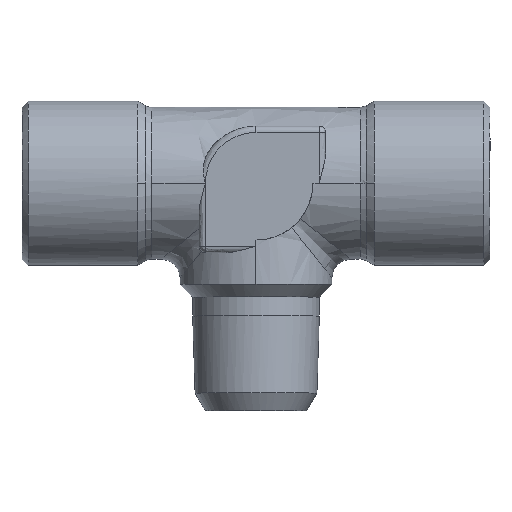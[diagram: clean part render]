
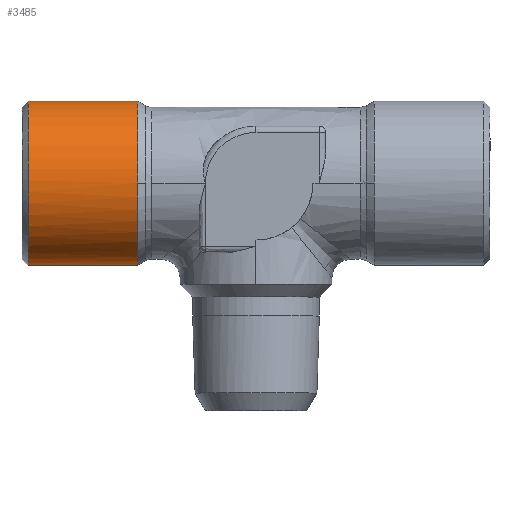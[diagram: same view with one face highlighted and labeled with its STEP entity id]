
A CAD part, top view. The second image highlights one B-rep face of the part: STEP entity #3485.
In plain terms, the highlighted free-form (B-spline) face has degree [1, 3] with [2, 7] control points.
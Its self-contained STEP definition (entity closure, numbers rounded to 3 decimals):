
#43 = CARTESIAN_POINT ( 'NONE',  ( -9.366, 13., 3.808 ) ) ;
#68 = CARTESIAN_POINT ( 'NONE',  ( -9.366, 15.692, 6.5 ) ) ;
#90 = CARTESIAN_POINT ( 'NONE',  ( -9.366, 15.692, 6.5 ) ) ;
#126 = ORIENTED_EDGE ( 'NONE', *, *, #4177, .F. ) ;
#169 = VERTEX_POINT ( 'NONE', #937 ) ;
#315 = CARTESIAN_POINT ( 'NONE',  ( -18., 19.5, 6.5 ) ) ;
#361 =( BOUNDED_CURVE ( )  B_SPLINE_CURVE ( 3, ( #3985, #68, #384, #1048 ),
 .UNSPECIFIED., .F., .F. ) 
 B_SPLINE_CURVE_WITH_KNOTS ( ( 4, 4 ),
 ( -1.571, 0. ),
 .UNSPECIFIED. ) 
 CURVE ( )  GEOMETRIC_REPRESENTATION_ITEM ( )  RATIONAL_B_SPLINE_CURVE ( ( 1., 0.805, 0.805, 1. ) ) 
 REPRESENTATION_ITEM ( '' )  );
#384 = CARTESIAN_POINT ( 'NONE',  ( -9.366, 13., 3.808 ) ) ;
#466 = VERTEX_POINT ( 'NONE', #631 ) ;
#631 = CARTESIAN_POINT ( 'NONE',  ( -18., 13., 0. ) ) ;
#667 = CARTESIAN_POINT ( 'NONE',  ( -18., 13., 3.808 ) ) ;
#693 = CARTESIAN_POINT ( 'NONE',  ( -18., 13., 3.808 ) ) ;
#704 = CARTESIAN_POINT ( 'NONE',  ( -9.366, 23.308, 6.5 ) ) ;
#798 = CARTESIAN_POINT ( 'NONE',  ( -9.366, 13., 0. ) ) ;
#856 =( BOUNDED_SURFACE ( )  B_SPLINE_SURFACE ( 1, 3, ( 
 ( #3920, #43, #90, #3962, #704, #3598, #1640 ),
 ( #1963, #693, #2665, #1041, #3291, #2305, #2997 ) ),
 .UNSPECIFIED., .F., .F., .T. ) 
 B_SPLINE_SURFACE_WITH_KNOTS ( ( 2, 2 ),
 ( 4, 3, 4 ),
 ( 0., 1. ),
 ( 0., 0.5, 1. ),
 .UNSPECIFIED. ) 
 GEOMETRIC_REPRESENTATION_ITEM ( )  RATIONAL_B_SPLINE_SURFACE ( (
 ( 1., 0.805, 0.805, 1., 0.805, 0.805, 1.),
 ( 1., 0.805, 0.805, 1., 0.805, 0.805, 1.) ) ) 
 REPRESENTATION_ITEM ( '' )  SURFACE ( )  );
#937 = CARTESIAN_POINT ( 'NONE',  ( -18., 26., 0. ) ) ;
#945 = CARTESIAN_POINT ( 'NONE',  ( -9.366, 13., 0. ) ) ;
#970 = CARTESIAN_POINT ( 'NONE',  ( -18., 13., 0. ) ) ;
#999 = CARTESIAN_POINT ( 'NONE',  ( -9.366, 19.5, 6.5 ) ) ;
#1040 = ORIENTED_EDGE ( 'NONE', *, *, #3746, .T. ) ;
#1041 = CARTESIAN_POINT ( 'NONE',  ( -18., 19.5, 6.5 ) ) ;
#1048 = CARTESIAN_POINT ( 'NONE',  ( -9.366, 13., 0. ) ) ;
#1174 = VERTEX_POINT ( 'NONE', #3504 ) ;
#1215 =( BOUNDED_CURVE ( )  B_SPLINE_CURVE ( 3, ( #2504, #3533, #2580, #315, #2903, #667, #970 ),
 .UNSPECIFIED., .F., .F. ) 
 B_SPLINE_CURVE_WITH_KNOTS ( ( 4, 3, 4 ),
 ( -3.142, -1.571, 0. ),
 .UNSPECIFIED. ) 
 CURVE ( )  GEOMETRIC_REPRESENTATION_ITEM ( )  RATIONAL_B_SPLINE_CURVE ( ( 1., 0.805, 0.805, 1., 0.805, 0.805, 1. ) ) 
 REPRESENTATION_ITEM ( '' )  );
#1381 =( BOUNDED_CURVE ( )  B_SPLINE_CURVE ( 3, ( #3217, #1632, #4210, #999 ),
 .UNSPECIFIED., .F., .F. ) 
 B_SPLINE_CURVE_WITH_KNOTS ( ( 4, 4 ),
 ( -1.571, 0. ),
 .UNSPECIFIED. ) 
 CURVE ( )  GEOMETRIC_REPRESENTATION_ITEM ( )  RATIONAL_B_SPLINE_CURVE ( ( 1., 0.805, 0.805, 1. ) ) 
 REPRESENTATION_ITEM ( '' )  );
#1632 = CARTESIAN_POINT ( 'NONE',  ( -9.366, 26., 3.808 ) ) ;
#1640 = CARTESIAN_POINT ( 'NONE',  ( -9.366, 26., 0. ) ) ;
#1963 = CARTESIAN_POINT ( 'NONE',  ( -18., 13., 0. ) ) ;
#2089 = ORIENTED_EDGE ( 'NONE', *, *, #2270, .F. ) ;
#2171 = ORIENTED_EDGE ( 'NONE', *, *, #2566, .F. ) ;
#2270 = EDGE_CURVE ( 'NONE', #4112, #3717, #361, .T. ) ;
#2305 = CARTESIAN_POINT ( 'NONE',  ( -18., 26., 3.808 ) ) ;
#2427 = EDGE_CURVE ( 'NONE', #3717, #466, #2938, .T. ) ;
#2504 = CARTESIAN_POINT ( 'NONE',  ( -18., 26., 0. ) ) ;
#2566 = EDGE_CURVE ( 'NONE', #169, #1174, #3568, .T. ) ;
#2580 = CARTESIAN_POINT ( 'NONE',  ( -18., 23.308, 6.5 ) ) ;
#2665 = CARTESIAN_POINT ( 'NONE',  ( -18., 15.692, 6.5 ) ) ;
#2903 = CARTESIAN_POINT ( 'NONE',  ( -18., 15.692, 6.5 ) ) ;
#2938 = B_SPLINE_CURVE_WITH_KNOTS ( 'NONE', 1,
 ( #798, #3995 ),
 .UNSPECIFIED., .F., .F.,
 ( 2, 2 ),
 ( -1., 0. ),
 .UNSPECIFIED. ) ;
#2997 = CARTESIAN_POINT ( 'NONE',  ( -18., 26., 0. ) ) ;
#3182 = ORIENTED_EDGE ( 'NONE', *, *, #2427, .F. ) ;
#3217 = CARTESIAN_POINT ( 'NONE',  ( -9.366, 26., 0. ) ) ;
#3220 = FACE_OUTER_BOUND ( 'NONE', #3805, .T. ) ;
#3291 = CARTESIAN_POINT ( 'NONE',  ( -18., 23.308, 6.5 ) ) ;
#3448 = CARTESIAN_POINT ( 'NONE',  ( -9.366, 19.5, 6.5 ) ) ;
#3485 = ADVANCED_FACE ( 'NONE', ( #3220 ), #856, .F. ) ;
#3504 = CARTESIAN_POINT ( 'NONE',  ( -9.366, 26., 0. ) ) ;
#3533 = CARTESIAN_POINT ( 'NONE',  ( -18., 26., 3.808 ) ) ;
#3568 = B_SPLINE_CURVE_WITH_KNOTS ( 'NONE', 1,
 ( #3794, #3735 ),
 .UNSPECIFIED., .F., .F.,
 ( 2, 2 ),
 ( -1., 0. ),
 .UNSPECIFIED. ) ;
#3598 = CARTESIAN_POINT ( 'NONE',  ( -9.366, 26., 3.808 ) ) ;
#3717 = VERTEX_POINT ( 'NONE', #945 ) ;
#3735 = CARTESIAN_POINT ( 'NONE',  ( -9.366, 26., 0. ) ) ;
#3746 = EDGE_CURVE ( 'NONE', #169, #466, #1215, .T. ) ;
#3794 = CARTESIAN_POINT ( 'NONE',  ( -18., 26., 0. ) ) ;
#3805 = EDGE_LOOP ( 'NONE', ( #2171, #1040, #3182, #2089, #126 ) ) ;
#3920 = CARTESIAN_POINT ( 'NONE',  ( -9.366, 13., 0. ) ) ;
#3962 = CARTESIAN_POINT ( 'NONE',  ( -9.366, 19.5, 6.5 ) ) ;
#3985 = CARTESIAN_POINT ( 'NONE',  ( -9.366, 19.5, 6.5 ) ) ;
#3995 = CARTESIAN_POINT ( 'NONE',  ( -18., 13., 0. ) ) ;
#4112 = VERTEX_POINT ( 'NONE', #3448 ) ;
#4177 = EDGE_CURVE ( 'NONE', #1174, #4112, #1381, .T. ) ;
#4210 = CARTESIAN_POINT ( 'NONE',  ( -9.366, 23.308, 6.5 ) ) ;
